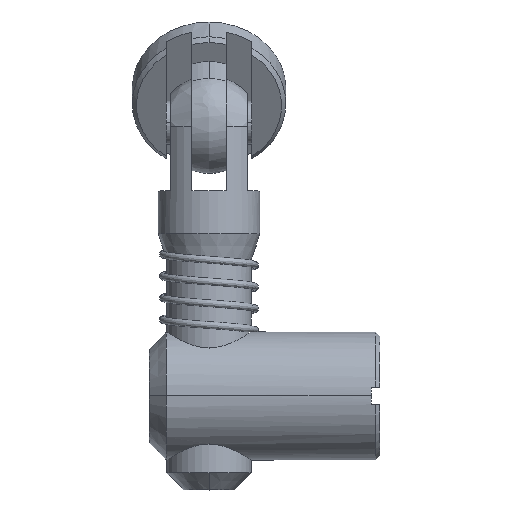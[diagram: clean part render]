
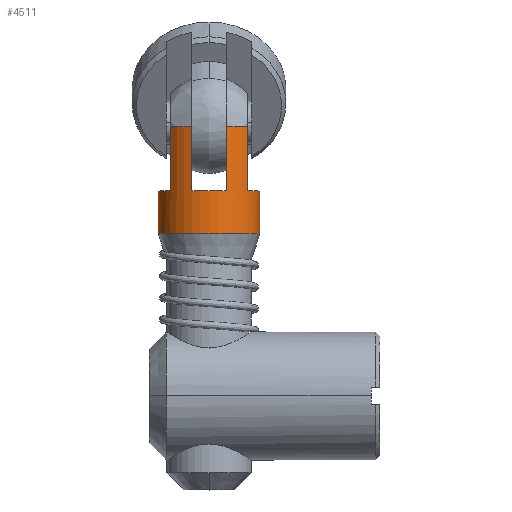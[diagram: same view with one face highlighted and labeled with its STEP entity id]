
A CAD part, top view. The second image highlights one B-rep face of the part: STEP entity #4511.
In plain terms, the highlighted cylindrical face has radius 5.95 mm (diameter 11.9 mm), a partial arc.
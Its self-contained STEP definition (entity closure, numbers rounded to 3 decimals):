
#67 = FACE_OUTER_BOUND ( 'NONE', #2521, .T. ) ;
#69 = ORIENTED_EDGE ( 'NONE', *, *, #1601, .T. ) ;
#120 = CIRCLE ( 'NONE', #268, 5.95 ) ;
#157 = AXIS2_PLACEMENT_3D ( 'NONE', #4851, #370, #4881 ) ;
#216 = VERTEX_POINT ( 'NONE', #4107 ) ;
#252 = DIRECTION ( 'NONE',  ( 0., -1., 0. ) ) ;
#268 = AXIS2_PLACEMENT_3D ( 'NONE', #1785, #4570, #556 ) ;
#308 = AXIS2_PLACEMENT_3D ( 'NONE', #5227, #758, #4826 ) ;
#370 = DIRECTION ( 'NONE',  ( 0., -1., 0. ) ) ;
#415 = CARTESIAN_POINT ( 'NONE',  ( -2.196, 23.629, 6.399 ) ) ;
#426 = EDGE_CURVE ( 'NONE', #3517, #2387, #4800, .T. ) ;
#427 = EDGE_CURVE ( 'NONE', #668, #2387, #2283, .T. ) ;
#556 = DIRECTION ( 'NONE',  ( -1., 0., 0. ) ) ;
#596 = CARTESIAN_POINT ( 'NONE',  ( -2.196, 10.179, 6.399 ) ) ;
#624 = CARTESIAN_POINT ( 'NONE',  ( -0.196, 23.629, 0.796 ) ) ;
#651 = CARTESIAN_POINT ( 'NONE',  ( -6.146, 23.629, 0.796 ) ) ;
#668 = VERTEX_POINT ( 'NONE', #1107 ) ;
#758 = DIRECTION ( 'NONE',  ( 0., -1., 0. ) ) ;
#787 = VERTEX_POINT ( 'NONE', #5003 ) ;
#817 = CIRCLE ( 'NONE', #157, 5.95 ) ;
#825 = LINE ( 'NONE', #415, #1001 ) ;
#992 = CARTESIAN_POINT ( 'NONE',  ( -6.146, 5.179, 0.796 ) ) ;
#1001 = VECTOR ( 'NONE', #3105, 1000. ) ;
#1016 = CARTESIAN_POINT ( 'NONE',  ( -6.146, 10.179, 0.796 ) ) ;
#1023 = EDGE_CURVE ( 'NONE', #4208, #2267, #4249, .T. ) ;
#1045 = VERTEX_POINT ( 'NONE', #3081 ) ;
#1092 = ORIENTED_EDGE ( 'NONE', *, *, #5263, .T. ) ;
#1107 = CARTESIAN_POINT ( 'NONE',  ( -4.696, 10.179, 4.688 ) ) ;
#1222 = CIRCLE ( 'NONE', #4248, 5.95 ) ;
#1235 = CARTESIAN_POINT ( 'NONE',  ( -0.196, 17.679, 0.796 ) ) ;
#1411 = EDGE_CURVE ( 'NONE', #3060, #4210, #825, .T. ) ;
#1458 = CARTESIAN_POINT ( 'NONE',  ( 5.754, 5.179, 0.796 ) ) ;
#1478 = LINE ( 'NONE', #3057, #4923 ) ;
#1491 = ORIENTED_EDGE ( 'NONE', *, *, #2602, .F. ) ;
#1601 = EDGE_CURVE ( 'NONE', #2267, #3598, #817, .T. ) ;
#1658 = DIRECTION ( 'NONE',  ( 0., 1., 0. ) ) ;
#1671 = DIRECTION ( 'NONE',  ( 0., -1., 0. ) ) ;
#1683 = ORIENTED_EDGE ( 'NONE', *, *, #5019, .T. ) ;
#1781 = DIRECTION ( 'NONE',  ( 0., 1., 0. ) ) ;
#1785 = CARTESIAN_POINT ( 'NONE',  ( -0.196, 10.179, 0.796 ) ) ;
#1927 = CARTESIAN_POINT ( 'NONE',  ( -0.196, 5.179, 0.796 ) ) ;
#2192 = CARTESIAN_POINT ( 'NONE',  ( 5.754, 23.629, 0.796 ) ) ;
#2215 = DIRECTION ( 'NONE',  ( -1., 0., 0. ) ) ;
#2267 = VERTEX_POINT ( 'NONE', #5235 ) ;
#2283 = CIRCLE ( 'NONE', #308, 5.95 ) ;
#2387 = VERTEX_POINT ( 'NONE', #1016 ) ;
#2398 = VERTEX_POINT ( 'NONE', #3492 ) ;
#2472 = ORIENTED_EDGE ( 'NONE', *, *, #2662, .T. ) ;
#2521 = EDGE_LOOP ( 'NONE', ( #1491, #4909, #69, #3511, #5280, #1092, #4629, #5260, #1683, #2472, #4514, #2639 ) ) ;
#2598 = DIRECTION ( 'NONE',  ( 0., -1., 0. ) ) ;
#2602 = EDGE_CURVE ( 'NONE', #4208, #3517, #3381, .T. ) ;
#2639 = ORIENTED_EDGE ( 'NONE', *, *, #426, .F. ) ;
#2662 = EDGE_CURVE ( 'NONE', #216, #668, #4886, .T. ) ;
#2701 = DIRECTION ( 'NONE',  ( 0., 1., 0. ) ) ;
#3052 = CYLINDRICAL_SURFACE ( 'NONE', #3877, 5.95 ) ;
#3057 = CARTESIAN_POINT ( 'NONE',  ( 1.804, 23.629, 6.399 ) ) ;
#3060 = VERTEX_POINT ( 'NONE', #596 ) ;
#3081 = CARTESIAN_POINT ( 'NONE',  ( 1.804, 10.179, 6.399 ) ) ;
#3105 = DIRECTION ( 'NONE',  ( 0., 1., 0. ) ) ;
#3109 = CIRCLE ( 'NONE', #4921, 5.95 ) ;
#3279 = AXIS2_PLACEMENT_3D ( 'NONE', #1927, #4854, #4452 ) ;
#3320 = CARTESIAN_POINT ( 'NONE',  ( -4.696, 23.629, 4.688 ) ) ;
#3381 = CIRCLE ( 'NONE', #3279, 5.95 ) ;
#3388 = CARTESIAN_POINT ( 'NONE',  ( -0.196, 17.679, 0.796 ) ) ;
#3395 = EDGE_CURVE ( 'NONE', #2398, #787, #1222, .T. ) ;
#3469 = CARTESIAN_POINT ( 'NONE',  ( 4.304, 10.179, 4.688 ) ) ;
#3487 = CARTESIAN_POINT ( 'NONE',  ( -2.196, 17.679, 6.399 ) ) ;
#3492 = CARTESIAN_POINT ( 'NONE',  ( 4.304, 17.679, 4.688 ) ) ;
#3511 = ORIENTED_EDGE ( 'NONE', *, *, #4804, .T. ) ;
#3517 = VERTEX_POINT ( 'NONE', #992 ) ;
#3598 = VERTEX_POINT ( 'NONE', #3469 ) ;
#3877 = AXIS2_PLACEMENT_3D ( 'NONE', #624, #4173, #2215 ) ;
#4035 = DIRECTION ( 'NONE',  ( -1., 0., 0. ) ) ;
#4107 = CARTESIAN_POINT ( 'NONE',  ( -4.696, 17.679, 4.688 ) ) ;
#4173 = DIRECTION ( 'NONE',  ( 0., 1., 0. ) ) ;
#4200 = DIRECTION ( 'NONE',  ( -1., 0., 0. ) ) ;
#4208 = VERTEX_POINT ( 'NONE', #1458 ) ;
#4210 = VERTEX_POINT ( 'NONE', #3487 ) ;
#4248 = AXIS2_PLACEMENT_3D ( 'NONE', #1235, #1671, #4035 ) ;
#4249 = LINE ( 'NONE', #2192, #4861 ) ;
#4452 = DIRECTION ( 'NONE',  ( -1., 0., 0. ) ) ;
#4511 = ADVANCED_FACE ( 'NONE', ( #67 ), #3052, .T. ) ;
#4514 = ORIENTED_EDGE ( 'NONE', *, *, #427, .T. ) ;
#4570 = DIRECTION ( 'NONE',  ( 0., -1., 0. ) ) ;
#4593 = DIRECTION ( 'NONE',  ( 0., -1., 0. ) ) ;
#4601 = CARTESIAN_POINT ( 'NONE',  ( 4.304, 23.629, 4.688 ) ) ;
#4629 = ORIENTED_EDGE ( 'NONE', *, *, #5074, .T. ) ;
#4800 = LINE ( 'NONE', #651, #4970 ) ;
#4804 = EDGE_CURVE ( 'NONE', #3598, #2398, #4924, .T. ) ;
#4826 = DIRECTION ( 'NONE',  ( -1., 0., 0. ) ) ;
#4851 = CARTESIAN_POINT ( 'NONE',  ( -0.196, 10.179, 0.796 ) ) ;
#4854 = DIRECTION ( 'NONE',  ( 0., -1., 0. ) ) ;
#4861 = VECTOR ( 'NONE', #1781, 1000. ) ;
#4881 = DIRECTION ( 'NONE',  ( -1., 0., 0. ) ) ;
#4886 = LINE ( 'NONE', #3320, #5020 ) ;
#4909 = ORIENTED_EDGE ( 'NONE', *, *, #1023, .T. ) ;
#4921 = AXIS2_PLACEMENT_3D ( 'NONE', #3388, #2598, #4200 ) ;
#4923 = VECTOR ( 'NONE', #252, 1000. ) ;
#4924 = LINE ( 'NONE', #4601, #5013 ) ;
#4970 = VECTOR ( 'NONE', #2701, 1000. ) ;
#5003 = CARTESIAN_POINT ( 'NONE',  ( 1.804, 17.679, 6.399 ) ) ;
#5013 = VECTOR ( 'NONE', #1658, 1000. ) ;
#5019 = EDGE_CURVE ( 'NONE', #4210, #216, #3109, .T. ) ;
#5020 = VECTOR ( 'NONE', #4593, 1000. ) ;
#5074 = EDGE_CURVE ( 'NONE', #1045, #3060, #120, .T. ) ;
#5227 = CARTESIAN_POINT ( 'NONE',  ( -0.196, 10.179, 0.796 ) ) ;
#5235 = CARTESIAN_POINT ( 'NONE',  ( 5.754, 10.179, 0.796 ) ) ;
#5260 = ORIENTED_EDGE ( 'NONE', *, *, #1411, .T. ) ;
#5263 = EDGE_CURVE ( 'NONE', #787, #1045, #1478, .T. ) ;
#5280 = ORIENTED_EDGE ( 'NONE', *, *, #3395, .T. ) ;
